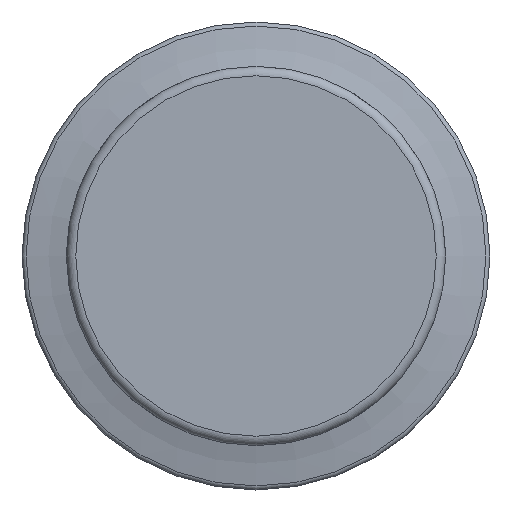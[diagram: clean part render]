
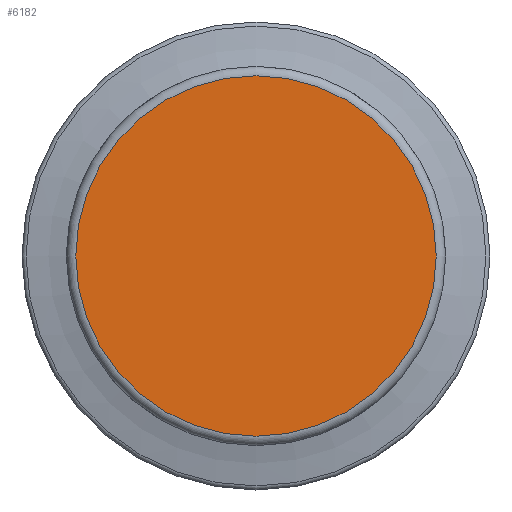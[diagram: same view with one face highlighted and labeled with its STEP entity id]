
A CAD part, left-side view. The second image highlights one B-rep face of the part: STEP entity #6182.
In plain terms, the highlighted planar face has unit normal (-1, 0, 0).
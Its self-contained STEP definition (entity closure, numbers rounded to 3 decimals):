
#3153=ORIENTED_EDGE('',*,*,#3976,.T.);
#3976=EDGE_CURVE('',#4552,#4552,#4607,.T.);
#4552=VERTEX_POINT('',#14583);
#4607=CIRCLE('',#6529,19.063);
#5090=EDGE_LOOP('',(#3153));
#5574=FACE_BOUND('',#5090,.T.);
#5815=PLANE('',#6535);
#6182=ADVANCED_FACE('',(#5574),#5815,.T.);
#6529=AXIS2_PLACEMENT_3D('',#14582,#7785,#7786);
#6535=AXIS2_PLACEMENT_3D('',#15238,#7797,#7798);
#7785=DIRECTION('',(-1.,0.,0.));
#7786=DIRECTION('',(0.,-1.,0.));
#7797=DIRECTION('',(-1.,0.,0.));
#7798=DIRECTION('',(0.,-1.,0.));
#14582=CARTESIAN_POINT('',(-89.8,0.,0.));
#14583=CARTESIAN_POINT('',(-89.8,-19.063,0.));
#15238=CARTESIAN_POINT('',(-89.8,0.,0.));
